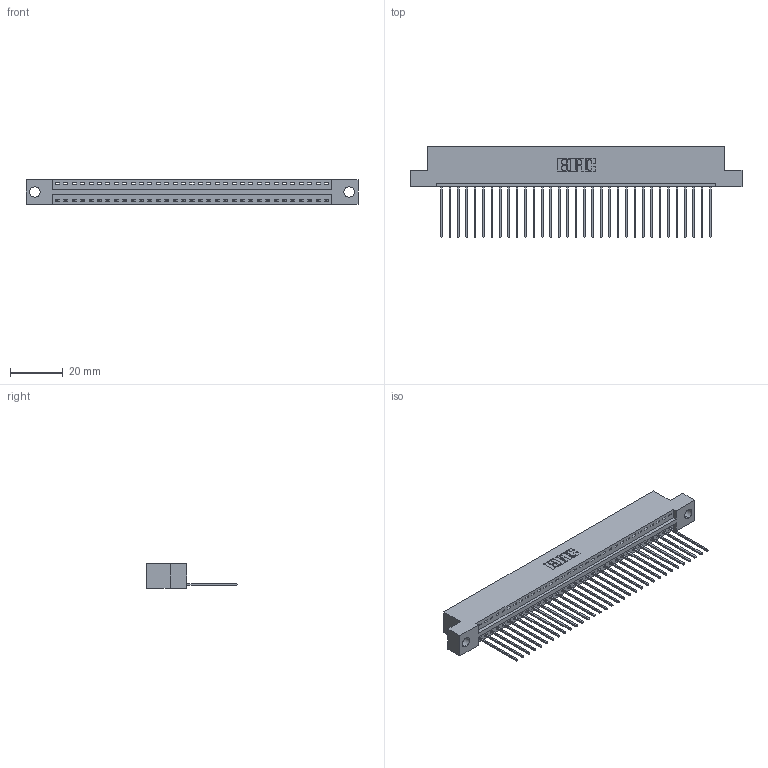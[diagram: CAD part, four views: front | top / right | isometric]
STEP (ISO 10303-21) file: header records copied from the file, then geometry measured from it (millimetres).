
FILE_DESCRIPTION (( 'STEP AP203' ), '1' );
FILE_NAME ('396-033-541-104.STEP', '2018-09-05T23:24:38', ( '' ), ( '' ), 'SwSTEP 2.0', 'SolidWorks 2016', '' );
FILE_SCHEMA (( 'CONFIG_CONTROL_DESIGN' ));
Length unit declared in the file: inch
Products named in the file (3): 346 Part_Flush Mounting Lugs - 0.156 Dia-TH; 345-292-001_345-293-141; 396-033-541-104
Assembly tree (34 placements, depth 2):
  396-033-541-104
    346 Part_Flush Mounting Lugs - 0.156 Dia-TH
    345-292-001_345-293-141  x33
Bounding box: 125.35 x 34.29 x 9.4 mm (x, y, z)
Volume: 11957.7 mm3; surface area: 15304 mm2
Topology: 34 solids, 34 shells, 2036 faces, 6137 edges, 4046 vertices
Faces by surface type: plane 1396, cylinder 640
Entity records: 21713 total; most frequent: CARTESIAN_POINT 3731, ORIENTED_EDGE 3698, DIRECTION 3303, EDGE_CURVE 1849, VECTOR 1585, LINE 1585, VERTEX_POINT 1230, AXIS2_PLACEMENT_3D 859
